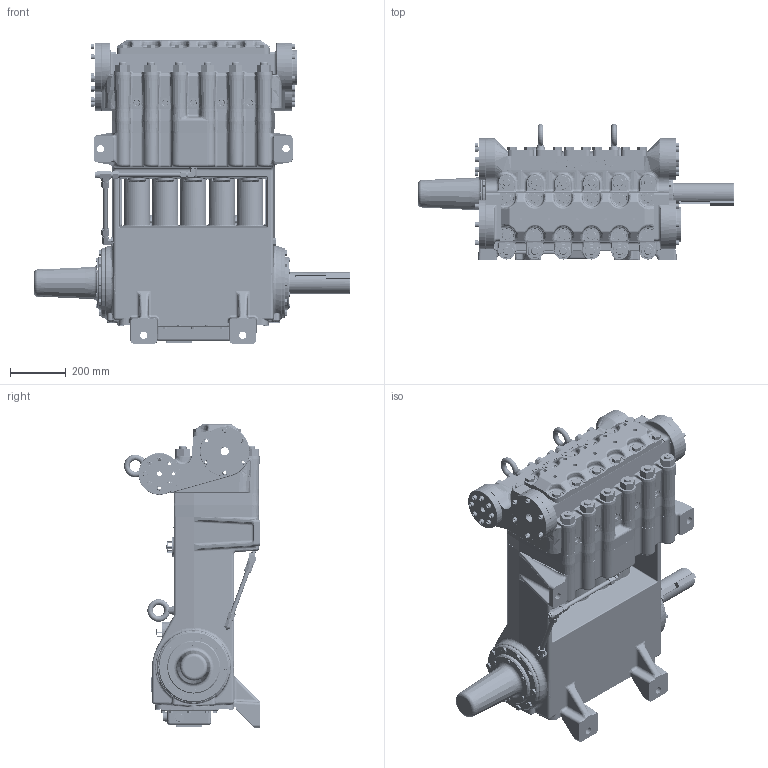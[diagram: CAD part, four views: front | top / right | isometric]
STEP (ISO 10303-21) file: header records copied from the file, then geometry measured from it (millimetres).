
FILE_DESCRIPTION (( 'STEP AP214' ), '1' );
FILE_NAME ('Q155-MEDIUM PRESSURE.STEP', '2018-02-12T20:09:35', ( '' ), ( '' ), 'SwSTEP 2.0', 'SolidWorks 2017', '' );
FILE_SCHEMA (( 'AUTOMOTIVE_DESIGN' ));
Length unit declared in the file: inch
Products named in the file (1): Q155-MEDIUM PRESSURE
Bounding box: 1136.81 x 488.56 x 1089.5 mm (x, y, z)
Surface area: 4609825.3 mm2 (no closed solid volume)
Topology: 0 solids, 426 shells, 5061 faces, 20816 edges, 15416 vertices
Faces by surface type: plane 1759, cylinder 1260, cone 840, bspline 832, torus 261, sphere 109
Entity records: 358092 total; most frequent: CARTESIAN_POINT 138341, ORIENTED_EDGE 29684, DIRECTION 28501, EDGE_CURVE 20679, VERTEX_POINT 15416, AXIS2_PLACEMENT_3D 10176, VECTOR 8149, LINE 8149
